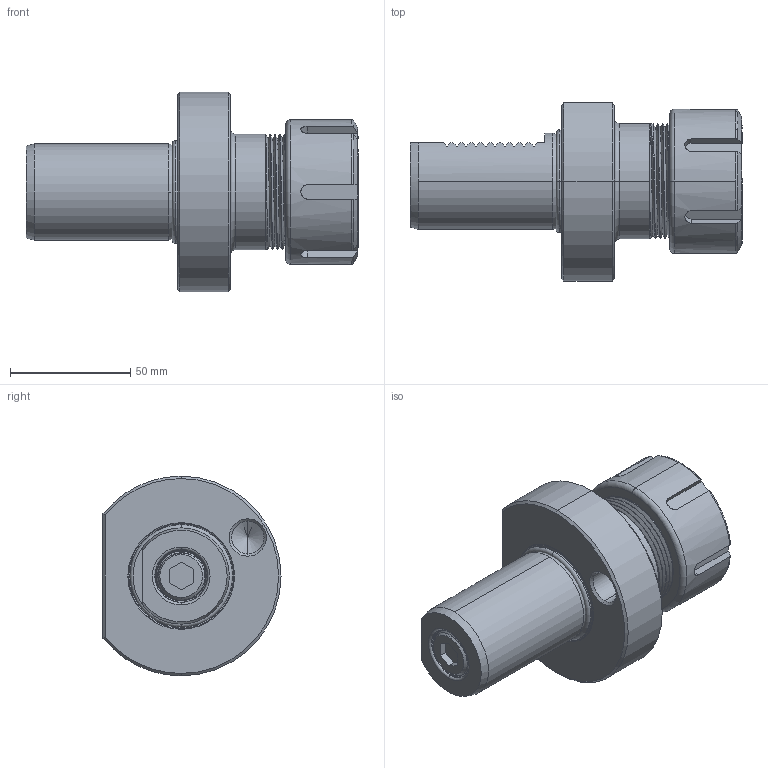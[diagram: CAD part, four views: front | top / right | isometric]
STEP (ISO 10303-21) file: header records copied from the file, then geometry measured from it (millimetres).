
FILE_DESCRIPTION (( 'STEP AP203' ), '1' );
FILE_NAME ('409.01.25.STEP', '2016-11-26T07:13:10', ( '' ), ( '' ), 'SwSTEP 2.0', 'SolidWorks 2012', '' );
FILE_SCHEMA (( 'CONFIG_CONTROL_DESIGN' ));
Length unit declared in the file: millimetre
Products named in the file (10): VDI40       OZ25; OZ25#200 3.96MM鋼珠; 409.01.25; OZ25Y1; 管螺文螺絲1分之2; OZ25001PD; OZ25002PD; OZ螺帽螺絲 M5; O型環38.7; 管螺文螺絲
Assembly tree (43 placements, depth 3):
  409.01.25
    VDI40       OZ25
    管螺文螺絲
    O型環38.7
    OZ25Y1
      OZ25001PD
      OZ25002PD
      OZ螺帽螺絲 M5
      OZ25#200 3.96MM鋼珠  x35
    管螺文螺絲1分之2
Bounding box: 138 x 74 x 83 mm (x, y, z)
Volume: 236030 mm3; surface area: 68167.1 mm2
Topology: 42 solids, 42 shells, 528 faces, 1462 edges, 951 vertices
Faces by surface type: cylinder 131, cone 129, plane 102, sphere 71, torus 50, bspline 45
Entity records: 53495 total; most frequent: CARTESIAN_POINT 41156, ORIENTED_EDGE 2434, DIRECTION 1873, EDGE_CURVE 1217, VERTEX_POINT 778, AXIS2_PLACEMENT_3D 738, EDGE_LOOP 479, FACE_OUTER_BOUND 460
